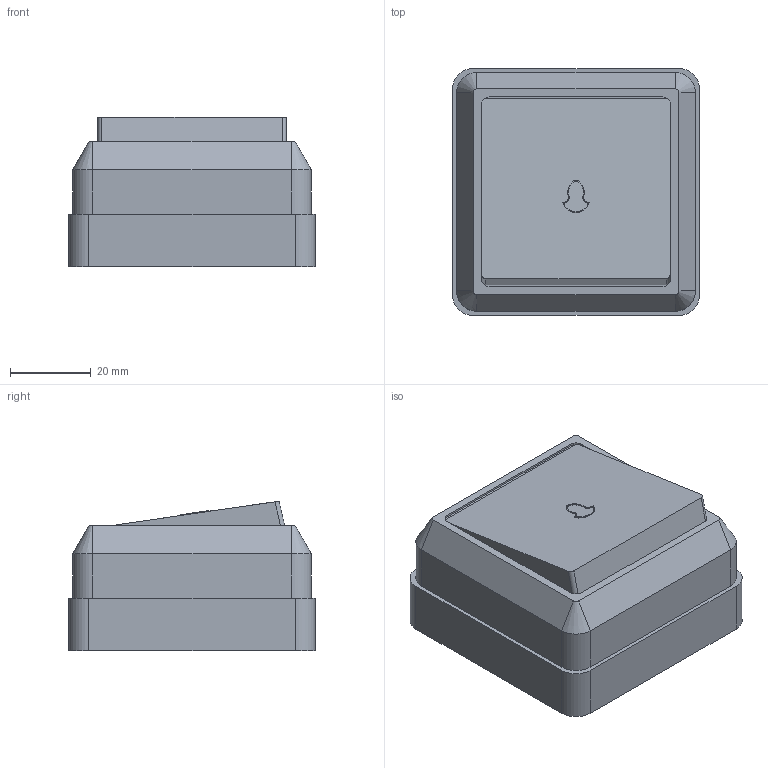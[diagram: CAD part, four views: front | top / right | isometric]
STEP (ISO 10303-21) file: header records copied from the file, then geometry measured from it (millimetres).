
FILE_DESCRIPTION (( 'STEP AP203' ), '1' );
FILE_NAME ('EVO13-K01-10-DC ÂÑê20-1-0-ÎÁ Âûêëþ÷àòåëü 1êë êíîï. 10À ÎÊÒÀÂÀ (áåëûé).STEP', '2016-12-07T10:56:09', ( '' ), ( '' ), 'SwSTEP 2.0', 'SolidWorks 2014', '' );
FILE_SCHEMA (( 'CONFIG_CONTROL_DESIGN' ));
Length unit declared in the file: millimetre
Products named in the file (1): EVO13-K01-10-DC ÂÑê20-1-0-ÎÁ Âûêëþ÷àòåëü 1êë êíîï. 10À ÎÊÒÀÂÀ (áåëûé)
Bounding box: 61 x 61 x 37 mm (x, y, z)
Volume: 32561.5 mm3; surface area: 26219.7 mm2
Topology: 1 solids, 1 shells, 100 faces, 261 edges, 166 vertices
Faces by surface type: plane 50, cylinder 42, cone 8
Entity records: 3120 total; most frequent: CARTESIAN_POINT 566, DIRECTION 531, ORIENTED_EDGE 514, EDGE_CURVE 257, AXIS2_PLACEMENT_3D 187, VERTEX_POINT 166, LINE 157, VECTOR 157
